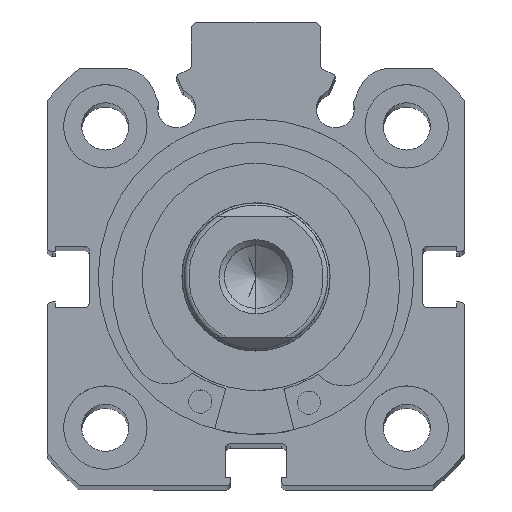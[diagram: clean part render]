
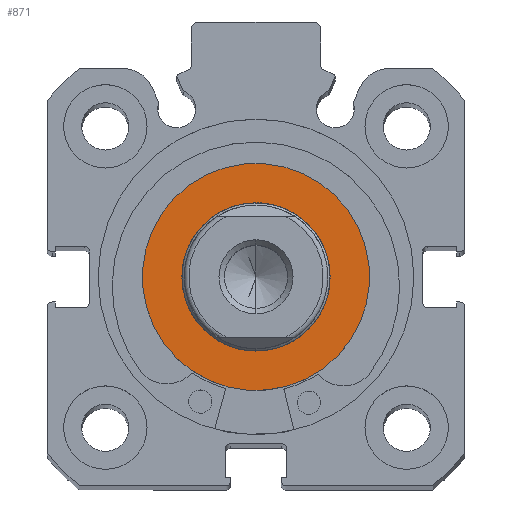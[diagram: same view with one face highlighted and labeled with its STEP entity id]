
A CAD part, top view. The second image highlights one B-rep face of the part: STEP entity #871.
In plain terms, the highlighted face is planar.
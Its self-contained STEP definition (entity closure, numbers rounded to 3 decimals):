
#871 = ADVANCED_FACE ( 'NONE', ( #4393, #4386 ), #6281, .F. ) ;
#1606 = CARTESIAN_POINT ( 'NONE',  ( 0., 0., 12.25 ) ) ;
#1623 = CARTESIAN_POINT ( 'NONE',  ( 0., 0., -12.25 ) ) ;
#1654 = CARTESIAN_POINT ( 'NONE',  ( 0., 0., 8. ) ) ;
#1826 = CARTESIAN_POINT ( 'NONE',  ( 0., 0., -8. ) ) ;
#3275 = EDGE_CURVE ( 'NONE', #5291, #5463, #4459, .T. ) ;
#3276 = EDGE_CURVE ( 'NONE', #5243, #5260, #4461, .T. ) ;
#3280 = EDGE_CURVE ( 'NONE', #5260, #5243, #4467, .T. ) ;
#3287 = EDGE_CURVE ( 'NONE', #5463, #5291, #4475, .T. ) ;
#3610 = ORIENTED_EDGE ( 'NONE', *, *, #3280, .T. ) ;
#3611 = ORIENTED_EDGE ( 'NONE', *, *, #3276, .T. ) ;
#3612 = ORIENTED_EDGE ( 'NONE', *, *, #3287, .F. ) ;
#3613 = ORIENTED_EDGE ( 'NONE', *, *, #3275, .F. ) ;
#3732 = EDGE_LOOP ( 'NONE', ( #3611, #3610 ) ) ;
#3750 = EDGE_LOOP ( 'NONE', ( #3613, #3612 ) ) ;
#4386 = FACE_OUTER_BOUND ( 'NONE', #3732, .T. ) ;
#4393 = FACE_BOUND ( 'NONE', #3750, .T. ) ;
#4459 = CIRCLE ( 'NONE', #4883, 8. ) ;
#4461 = CIRCLE ( 'NONE', #4885, 12.25 ) ;
#4467 = CIRCLE ( 'NONE', #4886, 12.25 ) ;
#4475 = CIRCLE ( 'NONE', #4892, 8. ) ;
#4854 = AXIS2_PLACEMENT_3D ( 'NONE', #6270, #6282, #6283 ) ;
#4883 = AXIS2_PLACEMENT_3D ( 'NONE', #6389, #6391, #6392 ) ;
#4885 = AXIS2_PLACEMENT_3D ( 'NONE', #6378, #6393, #6394 ) ;
#4886 = AXIS2_PLACEMENT_3D ( 'NONE', #6397, #6403, #6404 ) ;
#4892 = AXIS2_PLACEMENT_3D ( 'NONE', #6415, #6422, #6423 ) ;
#5243 = VERTEX_POINT ( 'NONE', #1606 ) ;
#5260 = VERTEX_POINT ( 'NONE', #1623 ) ;
#5291 = VERTEX_POINT ( 'NONE', #1654 ) ;
#5463 = VERTEX_POINT ( 'NONE', #1826 ) ;
#6270 = CARTESIAN_POINT ( 'NONE',  ( 0., 12.25, 0. ) ) ;
#6281 = PLANE ( 'NONE',  #4854 ) ;
#6282 = DIRECTION ( 'NONE',  ( 1., 0., 0. ) ) ;
#6283 = DIRECTION ( 'NONE',  ( 0., 0., -1. ) ) ;
#6378 = CARTESIAN_POINT ( 'NONE',  ( 0., 0., 0. ) ) ;
#6389 = CARTESIAN_POINT ( 'NONE',  ( 0., 0., 0. ) ) ;
#6391 = DIRECTION ( 'NONE',  ( -1., 0., 0. ) ) ;
#6392 = DIRECTION ( 'NONE',  ( 0., 0., 1. ) ) ;
#6393 = DIRECTION ( 'NONE',  ( -1., 0., 0. ) ) ;
#6394 = DIRECTION ( 'NONE',  ( 0., 0., 1. ) ) ;
#6397 = CARTESIAN_POINT ( 'NONE',  ( 0., 0., 0. ) ) ;
#6403 = DIRECTION ( 'NONE',  ( -1., 0., 0. ) ) ;
#6404 = DIRECTION ( 'NONE',  ( 0., 0., 1. ) ) ;
#6415 = CARTESIAN_POINT ( 'NONE',  ( 0., 0., 0. ) ) ;
#6422 = DIRECTION ( 'NONE',  ( -1., 0., 0. ) ) ;
#6423 = DIRECTION ( 'NONE',  ( 0., 0., 1. ) ) ;
